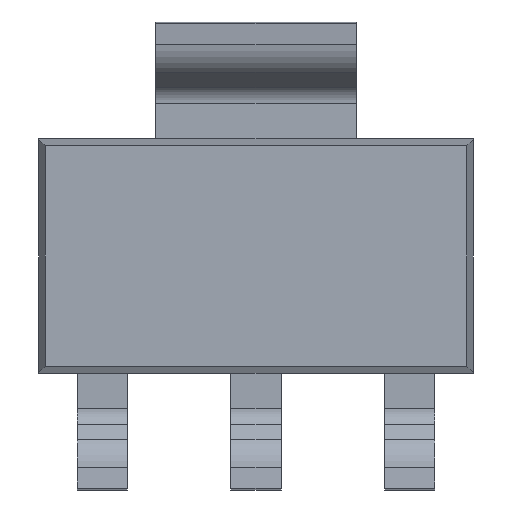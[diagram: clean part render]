
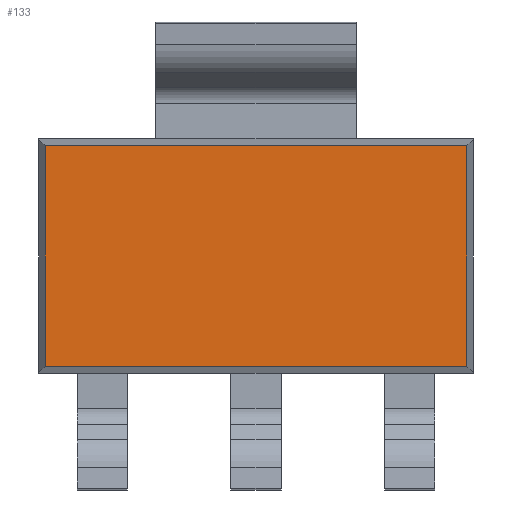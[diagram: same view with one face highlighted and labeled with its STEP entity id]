
A CAD part, front view. The second image highlights one B-rep face of the part: STEP entity #133.
In plain terms, the highlighted planar face has unit normal (0, -1, 0).
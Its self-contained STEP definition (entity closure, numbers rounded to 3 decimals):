
#43 = DIRECTION ( 'NONE',  ( 0., 0., -1. ) ) ;
#133 = ADVANCED_FACE ( 'NONE', ( #1232 ), #453, .F. ) ;
#173 = CARTESIAN_POINT ( 'NONE',  ( 1.75, 0.1, -3.151 ) ) ;
#253 = EDGE_CURVE ( 'NONE', #1717, #990, #783, .T. ) ;
#290 = DIRECTION ( 'NONE',  ( -1., 0., 0. ) ) ;
#312 = EDGE_CURVE ( 'NONE', #1621, #417, #365, .T. ) ;
#353 = CARTESIAN_POINT ( 'NONE',  ( 1.651, 0.1, 3.25 ) ) ;
#365 = LINE ( 'NONE', #353, #618 ) ;
#372 = ORIENTED_EDGE ( 'NONE', *, *, #253, .T. ) ;
#417 = VERTEX_POINT ( 'NONE', #1055 ) ;
#453 = PLANE ( 'NONE',  #463 ) ;
#463 = AXIS2_PLACEMENT_3D ( 'NONE', #1075, #1402, #2029 ) ;
#479 = CARTESIAN_POINT ( 'NONE',  ( 1.75, 0.1, 3.151 ) ) ;
#618 = VECTOR ( 'NONE', #43, 1000. ) ;
#635 = CARTESIAN_POINT ( 'NONE',  ( -1.651, 0.1, 3.151 ) ) ;
#641 = LINE ( 'NONE', #479, #1670 ) ;
#783 = LINE ( 'NONE', #2042, #980 ) ;
#814 = DIRECTION ( 'NONE',  ( 0., 0., -1. ) ) ;
#980 = VECTOR ( 'NONE', #814, 1000. ) ;
#990 = VERTEX_POINT ( 'NONE', #1896 ) ;
#1011 = EDGE_LOOP ( 'NONE', ( #1763, #1620, #1598, #372 ) ) ;
#1055 = CARTESIAN_POINT ( 'NONE',  ( 1.651, 0.1, -3.151 ) ) ;
#1075 = CARTESIAN_POINT ( 'NONE',  ( -1.651, 0.1, 3.25 ) ) ;
#1151 = EDGE_CURVE ( 'NONE', #1621, #1717, #641, .T. ) ;
#1177 = EDGE_CURVE ( 'NONE', #417, #990, #1704, .T. ) ;
#1223 = DIRECTION ( 'NONE',  ( -1., 0., 0. ) ) ;
#1232 = FACE_OUTER_BOUND ( 'NONE', #1011, .T. ) ;
#1402 = DIRECTION ( 'NONE',  ( 0., 1., 0. ) ) ;
#1598 = ORIENTED_EDGE ( 'NONE', *, *, #1151, .T. ) ;
#1620 = ORIENTED_EDGE ( 'NONE', *, *, #312, .F. ) ;
#1621 = VERTEX_POINT ( 'NONE', #1864 ) ;
#1670 = VECTOR ( 'NONE', #1223, 1000. ) ;
#1704 = LINE ( 'NONE', #173, #1893 ) ;
#1717 = VERTEX_POINT ( 'NONE', #635 ) ;
#1763 = ORIENTED_EDGE ( 'NONE', *, *, #1177, .F. ) ;
#1864 = CARTESIAN_POINT ( 'NONE',  ( 1.651, 0.1, 3.151 ) ) ;
#1893 = VECTOR ( 'NONE', #290, 1000. ) ;
#1896 = CARTESIAN_POINT ( 'NONE',  ( -1.651, 0.1, -3.151 ) ) ;
#2029 = DIRECTION ( 'NONE',  ( -1., 0., 0. ) ) ;
#2042 = CARTESIAN_POINT ( 'NONE',  ( -1.651, 0.1, 3.25 ) ) ;
